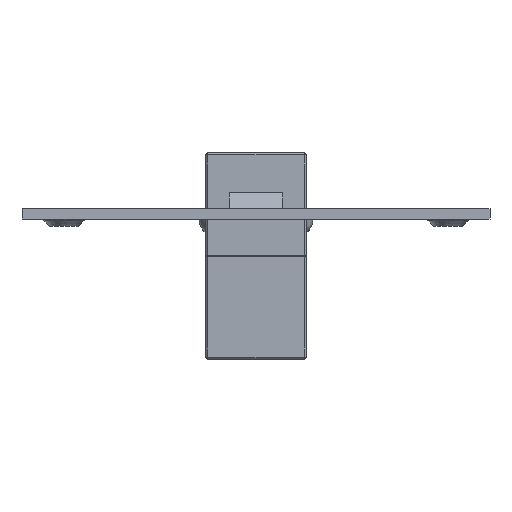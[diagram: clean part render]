
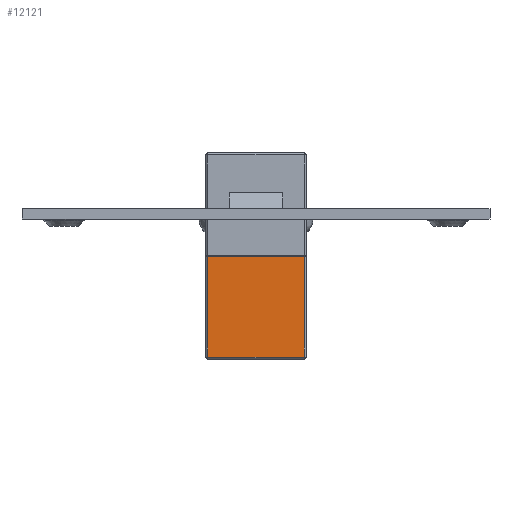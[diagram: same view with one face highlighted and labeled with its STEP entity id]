
A CAD part, front view. The second image highlights one B-rep face of the part: STEP entity #12121.
In plain terms, the highlighted face is planar.
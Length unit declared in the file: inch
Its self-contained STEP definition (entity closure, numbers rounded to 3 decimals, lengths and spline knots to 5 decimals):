
#611 = DIRECTION ( 'NONE',  ( 0., -1., 0. ) ) ;
#658 = VERTEX_POINT ( 'NONE', #2724 ) ;
#659 = DIRECTION ( 'NONE',  ( -1., 0., 0. ) ) ;
#2724 = CARTESIAN_POINT ( 'NONE',  ( 0.27559, -0.57874, -0.31693 ) ) ;
#2759 = AXIS2_PLACEMENT_3D ( 'NONE', #18025, #7851, #19722 ) ;
#3027 = VERTEX_POINT ( 'NONE', #20572 ) ;
#3613 = EDGE_CURVE ( 'NONE', #12684, #658, #10451, .T. ) ;
#4102 = EDGE_CURVE ( 'NONE', #7451, #3027, #4850, .T. ) ;
#4423 = PLANE ( 'NONE',  #2759 ) ;
#4831 = FACE_OUTER_BOUND ( 'NONE', #9132, .T. ) ;
#4850 = LINE ( 'NONE', #8793, #21877 ) ;
#5418 = DIRECTION ( 'NONE',  ( 0., 1., 0. ) ) ;
#5889 = VECTOR ( 'NONE', #611, 39.37008 ) ;
#6492 = ORIENTED_EDGE ( 'NONE', *, *, #4102, .T. ) ;
#6681 = ORIENTED_EDGE ( 'NONE', *, *, #12651, .T. ) ;
#7437 = CARTESIAN_POINT ( 'NONE',  ( -0.2874, -0.57874, -0.31693 ) ) ;
#7451 = VERTEX_POINT ( 'NONE', #21559 ) ;
#7851 = DIRECTION ( 'NONE',  ( 0., 0., 1. ) ) ;
#8501 = CARTESIAN_POINT ( 'NONE',  ( -0.2874, -0.00197, -0.31693 ) ) ;
#8793 = CARTESIAN_POINT ( 'NONE',  ( -0.27559, 0.59055, -0.31693 ) ) ;
#9132 = EDGE_LOOP ( 'NONE', ( #14788, #19370, #6681, #6492 ) ) ;
#9348 = LINE ( 'NONE', #8501, #18355 ) ;
#9576 = EDGE_CURVE ( 'NONE', #12684, #3027, #9348, .T. ) ;
#10451 = LINE ( 'NONE', #12525, #5889 ) ;
#10934 = CARTESIAN_POINT ( 'NONE',  ( 0.27559, -0.00197, -0.31693 ) ) ;
#12121 = ADVANCED_FACE ( 'NONE', ( #4831 ), #4423, .F. ) ;
#12525 = CARTESIAN_POINT ( 'NONE',  ( 0.27559, 0.59055, -0.31693 ) ) ;
#12651 = EDGE_CURVE ( 'NONE', #658, #7451, #18927, .T. ) ;
#12684 = VERTEX_POINT ( 'NONE', #10934 ) ;
#14788 = ORIENTED_EDGE ( 'NONE', *, *, #9576, .F. ) ;
#18025 = CARTESIAN_POINT ( 'NONE',  ( -0.2874, 0.59055, -0.31693 ) ) ;
#18355 = VECTOR ( 'NONE', #20378, 39.37008 ) ;
#18927 = LINE ( 'NONE', #7437, #19470 ) ;
#19370 = ORIENTED_EDGE ( 'NONE', *, *, #3613, .T. ) ;
#19470 = VECTOR ( 'NONE', #659, 39.37008 ) ;
#19722 = DIRECTION ( 'NONE',  ( 1., 0., 0. ) ) ;
#20378 = DIRECTION ( 'NONE',  ( -1., 0., 0. ) ) ;
#20572 = CARTESIAN_POINT ( 'NONE',  ( -0.27559, -0.00197, -0.31693 ) ) ;
#21559 = CARTESIAN_POINT ( 'NONE',  ( -0.27559, -0.57874, -0.31693 ) ) ;
#21877 = VECTOR ( 'NONE', #5418, 39.37008 ) ;
